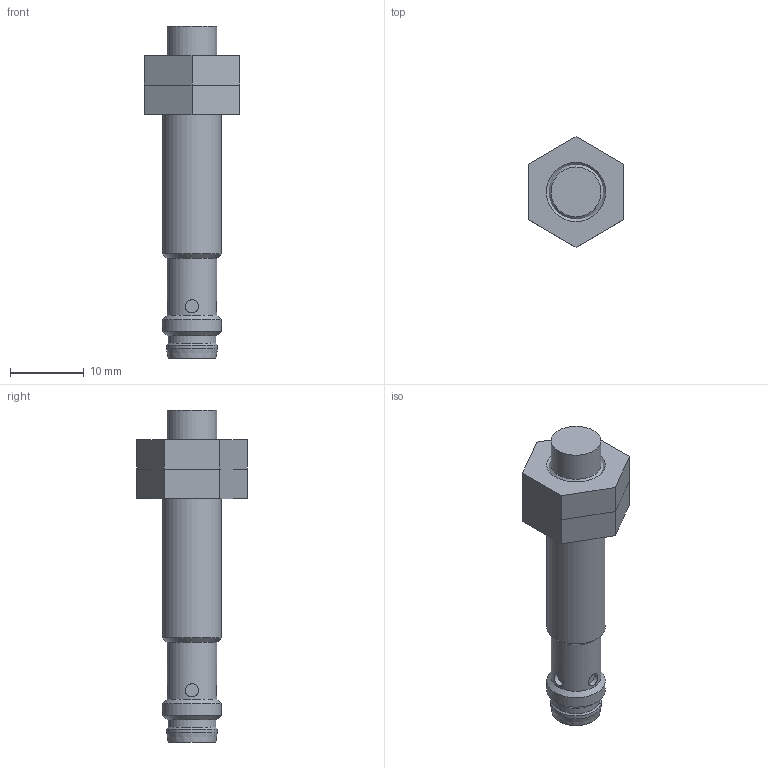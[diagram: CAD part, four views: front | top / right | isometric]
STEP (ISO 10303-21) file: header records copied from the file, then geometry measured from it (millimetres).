
FILE_DESCRIPTION(/* description */ ('STEP AP214'),/* implementation_level */ '2;1');
FILE_NAME(/* name */ '150393_SIEN-M8NB-NS-S-L',/* time_stamp */ '2024-09-15T06:15:48+02:00',/* author */ ('License CC BY-ND 4.0'),/* organization */ ('CADENAS'),/* preprocessor_version */ 'ST-DEVELOPER v19.3',/* originating_system */ 'PARTsolutions',/* authorisation */ ' ');
FILE_SCHEMA (('AUTOMOTIVE_DESIGN {1 0 10303 214 3 1 1}'));
Length unit declared in the file: millimetre
Products named in the file (3): 150393 SIEN-M8NB-NS-S-L---(4_0); 150393 SIEN-M8NB-NS-S-Lp---(4_0); DIN-439A -M8x1(F)
Assembly tree (3 placements, depth 2):
  150393 SIEN-M8NB-NS-S-L---(4_0)
    150393 SIEN-M8NB-NS-S-Lp---(4_0)
    DIN-439A -M8x1(F)  x2
Bounding box: 13 x 15.01 x 45 mm (x, y, z)
Volume: 2759.6 mm3; surface area: 2257.9 mm2
Topology: 3 solids, 3 shells, 53 faces, 103 edges, 64 vertices
Faces by surface type: plane 27, cylinder 16, cone 10
Full cylindrical faces by diameter (mm): 1 x3, 1.8 x4, 5.8 x1, 6.5 x1, 6.773 x2, 6.9 x1, 6.917 x2, 8 x2
Entity records: 1017 total; most frequent: CARTESIAN_POINT 184, DIRECTION 170, ORIENTED_EDGE 104, EDGE_LOOP 76, FACE_BOUND 76, AXIS2_PLACEMENT_3D 76, EDGE_CURVE 52, VERTEX_POINT 46
